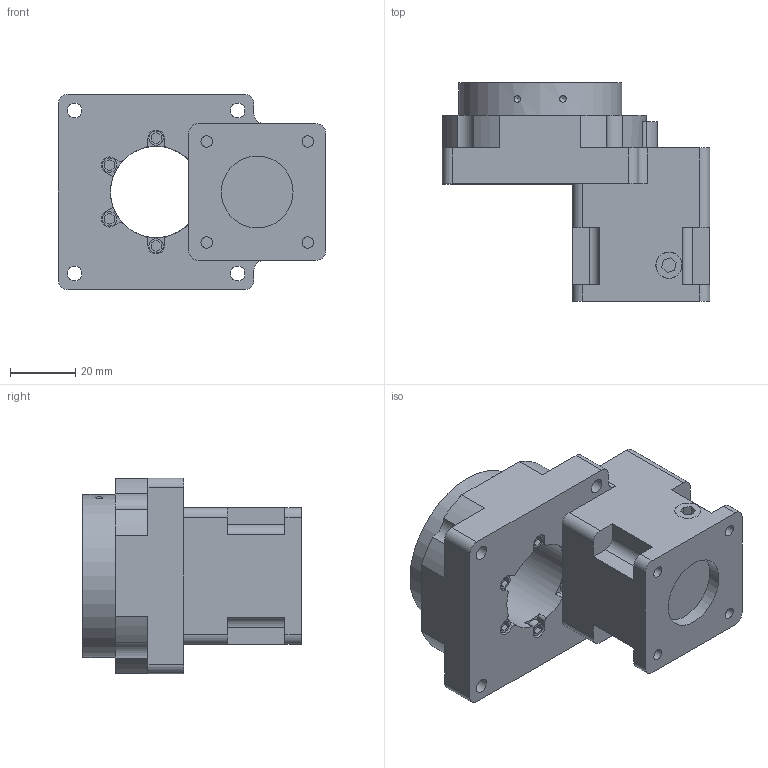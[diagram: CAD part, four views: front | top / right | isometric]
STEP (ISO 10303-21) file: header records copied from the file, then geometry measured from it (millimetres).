
FILE_DESCRIPTION(/* description */ (''),/* implementation_level */ '2;1');
FILE_NAME(/* name */ 'D-00005775.stp',/* time_stamp */ '2024-04-17T09:27:08+02:00',/* author */ ('ivan.kolev'),/* organization */ (''),/* preprocessor_version */ 'ST-DEVELOPER v18.1',/* originating_system */ 'Autodesk Inventor 2021',/* authorisation */ '');
FILE_SCHEMA (('AUTOMOTIVE_DESIGN { 1 0 10303 214 3 1 1 }'));
Length unit declared in the file: millimetre
Products named in the file (1): D-00005328
Bounding box: 82 x 67 x 60 mm (x, y, z)
Volume: 135869.7 mm3; surface area: 26663.5 mm2
Topology: 1 solids, 1 shells, 220 faces, 582 edges, 382 vertices
Faces by surface type: plane 114, cylinder 90, cone 16
Full cylindrical faces by diameter (mm): 2.013 x8, 2.459 x6, 3 x2, 3.5 x4, 4.4 x6, 4.5 x4, 7.98 x1, 8 x1, 22 x1, 28 x1, 32 x1, 40 x1, 50 x1, 58 x1
Entity records: 6928 total; most frequent: CARTESIAN_POINT 1271, DIRECTION 1194, ORIENTED_EDGE 1132, EDGE_CURVE 566, AXIS2_PLACEMENT_3D 413, VERTEX_POINT 382, LINE 368, VECTOR 368
